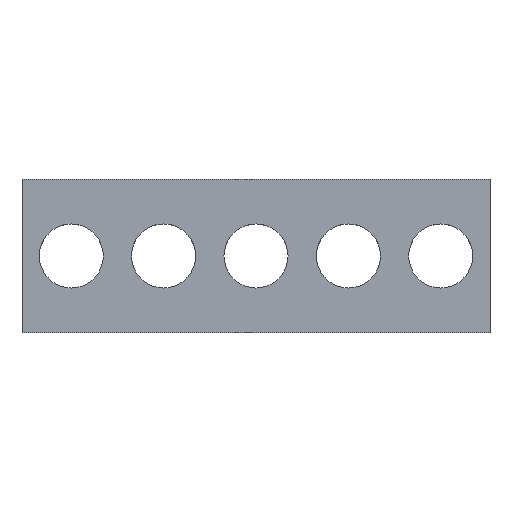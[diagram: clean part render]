
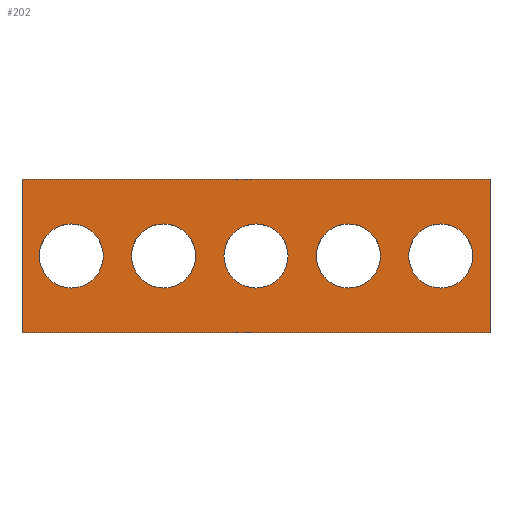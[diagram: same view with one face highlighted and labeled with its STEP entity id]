
A CAD part, top view. The second image highlights one B-rep face of the part: STEP entity #202.
In plain terms, the highlighted planar face has unit normal (0, 0, 1).
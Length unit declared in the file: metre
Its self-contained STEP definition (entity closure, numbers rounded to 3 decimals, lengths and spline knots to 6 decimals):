
#12=CIRCLE('',#221,0.005207);
#14=CIRCLE('',#224,0.005207);
#16=CIRCLE('',#227,0.005207);
#18=CIRCLE('',#230,0.005207);
#20=CIRCLE('',#233,0.005207);
#53=ORIENTED_EDGE('',*,*,#89,.F.);
#54=ORIENTED_EDGE('',*,*,#87,.F.);
#55=ORIENTED_EDGE('',*,*,#85,.F.);
#56=ORIENTED_EDGE('',*,*,#83,.F.);
#57=ORIENTED_EDGE('',*,*,#81,.F.);
#58=ORIENTED_EDGE('',*,*,#73,.F.);
#59=ORIENTED_EDGE('',*,*,#77,.T.);
#60=ORIENTED_EDGE('',*,*,#80,.T.);
#61=ORIENTED_EDGE('',*,*,#92,.F.);
#73=EDGE_CURVE('',#95,#96,#113,.T.);
#77=EDGE_CURVE('',#95,#98,#117,.T.);
#80=EDGE_CURVE('',#98,#100,#120,.T.);
#81=EDGE_CURVE('',#101,#101,#12,.T.);
#83=EDGE_CURVE('',#103,#103,#14,.T.);
#85=EDGE_CURVE('',#105,#105,#16,.T.);
#87=EDGE_CURVE('',#107,#107,#18,.T.);
#89=EDGE_CURVE('',#109,#109,#20,.T.);
#92=EDGE_CURVE('',#96,#100,#122,.T.);
#95=VERTEX_POINT('',#300);
#96=VERTEX_POINT('',#302);
#98=VERTEX_POINT('',#308);
#100=VERTEX_POINT('',#314);
#101=VERTEX_POINT('',#318);
#103=VERTEX_POINT('',#323);
#105=VERTEX_POINT('',#328);
#107=VERTEX_POINT('',#333);
#109=VERTEX_POINT('',#338);
#113=LINE('',#301,#125);
#117=LINE('',#309,#129);
#120=LINE('',#315,#132);
#122=LINE('',#343,#134);
#125=VECTOR('',#244,1.);
#129=VECTOR('',#250,1.);
#132=VECTOR('',#255,1.);
#134=VECTOR('',#289,1.);
#149=EDGE_LOOP('',(#53));
#150=EDGE_LOOP('',(#54));
#151=EDGE_LOOP('',(#55));
#152=EDGE_LOOP('',(#56));
#153=EDGE_LOOP('',(#57));
#154=EDGE_LOOP('',(#58,#59,#60,#61));
#175=FACE_BOUND('',#149,.T.);
#176=FACE_BOUND('',#150,.T.);
#177=FACE_BOUND('',#151,.T.);
#178=FACE_BOUND('',#152,.T.);
#179=FACE_BOUND('',#153,.T.);
#180=FACE_BOUND('',#154,.T.);
#191=PLANE('',#236);
#202=ADVANCED_FACE('',(#175,#176,#177,#178,#179,#180),#191,.T.);
#221=AXIS2_PLACEMENT_3D('',#317,#258,#259);
#224=AXIS2_PLACEMENT_3D('',#322,#264,#265);
#227=AXIS2_PLACEMENT_3D('',#327,#270,#271);
#230=AXIS2_PLACEMENT_3D('',#332,#276,#277);
#233=AXIS2_PLACEMENT_3D('',#337,#282,#283);
#236=AXIS2_PLACEMENT_3D('',#344,#290,#291);
#244=DIRECTION('',(-1.,0.,0.));
#250=DIRECTION('',(0.,1.,0.));
#255=DIRECTION('',(-1.,0.,0.));
#258=DIRECTION('',(0.,0.,1.));
#259=DIRECTION('',(1.,0.,0.));
#264=DIRECTION('',(0.,0.,1.));
#265=DIRECTION('',(1.,0.,0.));
#270=DIRECTION('',(0.,0.,1.));
#271=DIRECTION('',(1.,0.,0.));
#276=DIRECTION('',(0.,0.,1.));
#277=DIRECTION('',(1.,0.,0.));
#282=DIRECTION('',(0.,0.,1.));
#283=DIRECTION('',(1.,0.,0.));
#289=DIRECTION('',(0.,1.,0.));
#290=DIRECTION('',(0.,0.,1.));
#291=DIRECTION('',(1.,0.,0.));
#300=CARTESIAN_POINT('',(0.038,-0.0125,0.0044));
#301=CARTESIAN_POINT('',(0.,-0.0125,0.0044));
#302=CARTESIAN_POINT('',(-0.038,-0.0125,0.0044));
#308=CARTESIAN_POINT('',(0.038,0.0125,0.0044));
#309=CARTESIAN_POINT('',(0.038,0.,0.0044));
#314=CARTESIAN_POINT('',(-0.038,0.0125,0.0044));
#315=CARTESIAN_POINT('',(0.,0.0125,0.0044));
#317=CARTESIAN_POINT('',(-0.03,0.,0.0044));
#318=CARTESIAN_POINT('',(-0.024793,0.,0.0044));
#322=CARTESIAN_POINT('',(-0.015,0.,0.0044));
#323=CARTESIAN_POINT('',(-0.009793,0.,0.0044));
#327=CARTESIAN_POINT('',(0.,0.,0.0044));
#328=CARTESIAN_POINT('',(0.005207,0.,0.0044));
#332=CARTESIAN_POINT('',(0.015,0.,0.0044));
#333=CARTESIAN_POINT('',(0.020207,0.,0.0044));
#337=CARTESIAN_POINT('',(0.03,0.,0.0044));
#338=CARTESIAN_POINT('',(0.035207,0.,0.0044));
#343=CARTESIAN_POINT('',(-0.038,0.,0.0044));
#344=CARTESIAN_POINT('',(0.,0.,0.0044));
